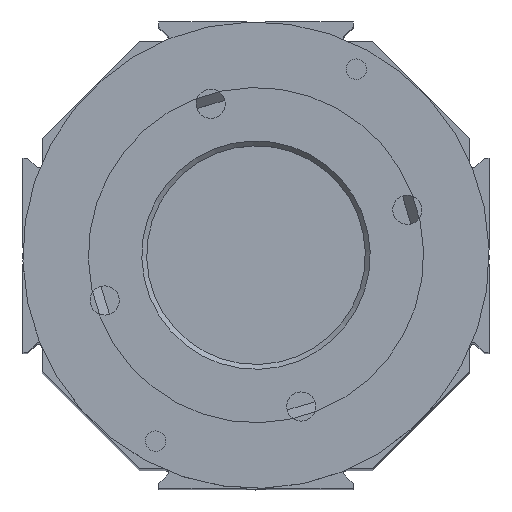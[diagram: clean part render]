
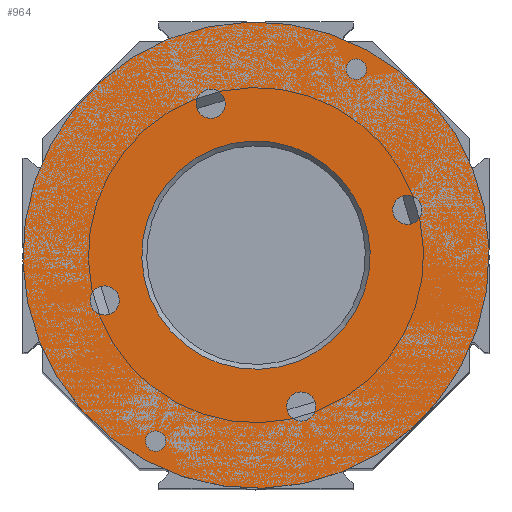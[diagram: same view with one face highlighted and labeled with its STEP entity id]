
A CAD part, top view. The second image highlights one B-rep face of the part: STEP entity #964.
In plain terms, the highlighted face is planar.
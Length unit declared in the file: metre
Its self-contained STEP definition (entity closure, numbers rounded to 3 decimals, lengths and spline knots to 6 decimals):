
#964=ADVANCED_FACE('NONE',(#2428,#2429,#2430,#2431,#2432,#2433,#2434,#2435),#2436,.T.);
#990=EDGE_CURVE('NONE',#2482,#2482,#2483,.T.);
#1022=EDGE_CURVE('NONE',#2530,#2530,#2531,.T.);
#1032=EDGE_CURVE('NONE',#2545,#2545,#2546,.T.);
#1038=EDGE_CURVE('NONE',#2554,#2554,#2555,.T.);
#1040=EDGE_CURVE('NONE',#2557,#2557,#2558,.T.);
#1042=EDGE_CURVE('NONE',#2560,#2560,#2561,.T.);
#1044=EDGE_CURVE('NONE',#2563,#2563,#2564,.T.);
#1046=EDGE_CURVE('NONE',#2566,#2566,#2567,.T.);
#2428=FACE_BOUND('',#4469,.T.);
#2429=FACE_BOUND('',#4470,.T.);
#2430=FACE_BOUND('',#4471,.T.);
#2431=FACE_BOUND('',#4472,.T.);
#2432=FACE_BOUND('',#4473,.T.);
#2433=FACE_BOUND('',#4474,.T.);
#2434=FACE_BOUND('',#4475,.T.);
#2435=FACE_OUTER_BOUND('',#4476,.T.);
#2436=PLANE('',#4477);
#2482=VERTEX_POINT('',#4526);
#2483=CIRCLE('',#4527,0.0021);
#2530=VERTEX_POINT('',#4590);
#2531=CIRCLE('',#4591,0.048);
#2545=VERTEX_POINT('',#4610);
#2546=CIRCLE('',#4611,0.003);
#2554=VERTEX_POINT('',#4622);
#2555=CIRCLE('',#4623,0.0021);
#2557=VERTEX_POINT('',#4626);
#2558=CIRCLE('',#4627,0.0235);
#2560=VERTEX_POINT('',#4630);
#2561=CIRCLE('',#4631,0.003);
#2563=VERTEX_POINT('',#4634);
#2564=CIRCLE('',#4635,0.003);
#2566=VERTEX_POINT('',#4638);
#2567=CIRCLE('',#4639,0.003);
#4469=EDGE_LOOP('',(#7533));
#4470=EDGE_LOOP('',(#7534));
#4471=EDGE_LOOP('',(#7535));
#4472=EDGE_LOOP('',(#7536));
#4473=EDGE_LOOP('',(#7537));
#4474=EDGE_LOOP('',(#7538));
#4475=EDGE_LOOP('',(#7539));
#4476=EDGE_LOOP('',(#7540));
#4477=AXIS2_PLACEMENT_3D('',#7541,#7542,#7543);
#4526=CARTESIAN_POINT('',(-0.0435,0.0436,0.0021));
#4527=AXIS2_PLACEMENT_3D('',#7608,#7609,#7610);
#4590=CARTESIAN_POINT('',(0.0,0.0436,0.048));
#4591=AXIS2_PLACEMENT_3D('',#7656,#7657,#7658);
#4610=CARTESIAN_POINT('',(0.023,0.0436,0.026));
#4611=AXIS2_PLACEMENT_3D('',#7671,#7672,#7673);
#4622=CARTESIAN_POINT('',(0.0435,0.0436,-0.0021));
#4623=AXIS2_PLACEMENT_3D('',#7680,#7681,#7682);
#4626=CARTESIAN_POINT('',(0.0,0.0436,0.0235));
#4627=AXIS2_PLACEMENT_3D('',#7683,#7684,#7685);
#4630=CARTESIAN_POINT('',(-0.023,0.0436,0.02));
#4631=AXIS2_PLACEMENT_3D('',#7686,#7687,#7688);
#4634=CARTESIAN_POINT('',(-0.023,0.0436,-0.02));
#4635=AXIS2_PLACEMENT_3D('',#7689,#7690,#7691);
#4638=CARTESIAN_POINT('',(0.023,0.0436,-0.026));
#4639=AXIS2_PLACEMENT_3D('',#7692,#7693,#7694);
#7533=ORIENTED_EDGE('',*,*,#1038,.F.);
#7534=ORIENTED_EDGE('',*,*,#990,.F.);
#7535=ORIENTED_EDGE('',*,*,#1040,.T.);
#7536=ORIENTED_EDGE('',*,*,#1032,.F.);
#7537=ORIENTED_EDGE('',*,*,#1042,.F.);
#7538=ORIENTED_EDGE('',*,*,#1044,.F.);
#7539=ORIENTED_EDGE('',*,*,#1046,.F.);
#7540=ORIENTED_EDGE('',*,*,#1022,.T.);
#7541=CARTESIAN_POINT('',(-0.0365,0.0436,0.0));
#7542=DIRECTION('',(0.0,1.0,0.0));
#7543=DIRECTION('',(1.0,0.0,-0.0));
#7608=CARTESIAN_POINT('',(-0.0435,0.0436,0.0));
#7609=DIRECTION('',(0.0,1.0,0.0));
#7610=DIRECTION('',(0.0,0.0,1.0));
#7656=CARTESIAN_POINT('',(0.0,0.0436,0.0));
#7657=DIRECTION('',(0.0,1.0,0.0));
#7658=DIRECTION('',(0.0,0.0,1.0));
#7671=CARTESIAN_POINT('',(0.023,0.0436,0.023));
#7672=DIRECTION('',(0.0,1.0,0.0));
#7673=DIRECTION('',(0.0,0.0,1.0));
#7680=CARTESIAN_POINT('',(0.0435,0.0436,0.));
#7681=DIRECTION('',(0.0,1.0,0.0));
#7682=DIRECTION('',(0.,0.0,-1.0));
#7683=CARTESIAN_POINT('',(0.0,0.0436,0.0));
#7684=DIRECTION('',(0.0,-1.0,0.0));
#7685=DIRECTION('',(0.0,0.0,1.0));
#7686=CARTESIAN_POINT('',(-0.023,0.0436,0.023));
#7687=DIRECTION('',(0.0,1.0,0.0));
#7688=DIRECTION('',(0.0,0.0,-1.0));
#7689=CARTESIAN_POINT('',(-0.023,0.0436,-0.023));
#7690=DIRECTION('',(0.0,1.0,0.0));
#7691=DIRECTION('',(0.0,0.0,1.0));
#7692=CARTESIAN_POINT('',(0.023,0.0436,-0.023));
#7693=DIRECTION('',(0.0,1.0,0.0));
#7694=DIRECTION('',(0.0,0.0,-1.0));
